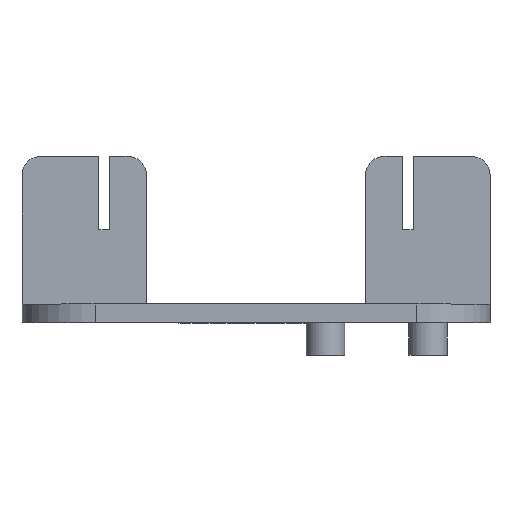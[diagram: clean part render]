
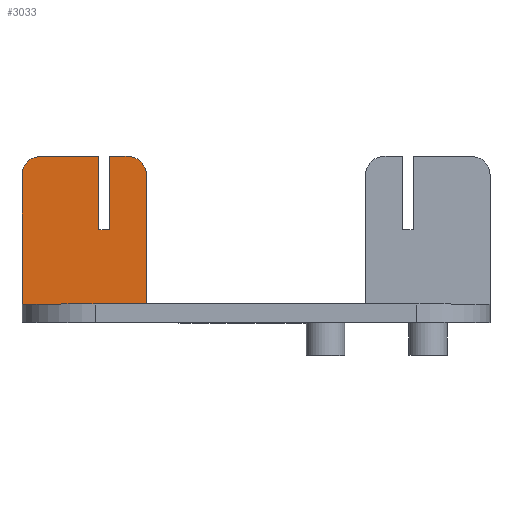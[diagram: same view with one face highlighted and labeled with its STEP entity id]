
A CAD part, top view. The second image highlights one B-rep face of the part: STEP entity #3033.
In plain terms, the highlighted planar face has unit normal (0, 0, 1).
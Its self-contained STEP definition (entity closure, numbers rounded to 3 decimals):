
#51=PLANE('',#3245);
#198=FACE_OUTER_BOUND('',#371,.T.);
#371=EDGE_LOOP('',(#2542,#2543,#2544,#2545,#2546,#2547,#2548,#2549,#2550,
#2551));
#484=CIRCLE('',#3243,2.5);
#485=CIRCLE('',#3246,2.5);
#790=LINE('',#7415,#987);
#833=LINE('',#11065,#1030);
#836=LINE('',#11073,#1033);
#838=LINE('',#11077,#1035);
#839=LINE('',#11081,#1036);
#840=LINE('',#11083,#1037);
#841=LINE('',#11085,#1038);
#842=LINE('',#11086,#1039);
#987=VECTOR('',#3615,10.);
#1030=VECTOR('',#3730,10.);
#1033=VECTOR('',#3739,10.);
#1035=VECTOR('',#3743,10.);
#1036=VECTOR('',#3746,10.);
#1037=VECTOR('',#3747,10.);
#1038=VECTOR('',#3748,10.);
#1039=VECTOR('',#3749,10.);
#1306=VERTEX_POINT('',#7413);
#1307=VERTEX_POINT('',#7414);
#1366=VERTEX_POINT('',#11064);
#1367=VERTEX_POINT('',#11068);
#1368=VERTEX_POINT('',#11072);
#1369=VERTEX_POINT('',#11076);
#1370=VERTEX_POINT('',#11078);
#1371=VERTEX_POINT('',#11080);
#1372=VERTEX_POINT('',#11082);
#1373=VERTEX_POINT('',#11084);
#1686=EDGE_CURVE('',#1306,#1307,#790,.T.);
#1785=EDGE_CURVE('',#1307,#1366,#833,.T.);
#1787=EDGE_CURVE('',#1366,#1367,#484,.T.);
#1789=EDGE_CURVE('',#1367,#1368,#836,.T.);
#1791=EDGE_CURVE('',#1306,#1369,#838,.T.);
#1792=EDGE_CURVE('',#1370,#1369,#485,.T.);
#1793=EDGE_CURVE('',#1371,#1370,#839,.T.);
#1794=EDGE_CURVE('',#1371,#1372,#840,.T.);
#1795=EDGE_CURVE('',#1372,#1373,#841,.T.);
#1796=EDGE_CURVE('',#1373,#1368,#842,.T.);
#2542=ORIENTED_EDGE('',*,*,#1787,.F.);
#2543=ORIENTED_EDGE('',*,*,#1785,.F.);
#2544=ORIENTED_EDGE('',*,*,#1686,.F.);
#2545=ORIENTED_EDGE('',*,*,#1791,.T.);
#2546=ORIENTED_EDGE('',*,*,#1792,.F.);
#2547=ORIENTED_EDGE('',*,*,#1793,.F.);
#2548=ORIENTED_EDGE('',*,*,#1794,.T.);
#2549=ORIENTED_EDGE('',*,*,#1795,.T.);
#2550=ORIENTED_EDGE('',*,*,#1796,.T.);
#2551=ORIENTED_EDGE('',*,*,#1789,.F.);
#3033=ADVANCED_FACE('',(#198),#51,.T.);
#3243=AXIS2_PLACEMENT_3D('',#11069,#3734,#3735);
#3245=AXIS2_PLACEMENT_3D('',#11075,#3741,#3742);
#3246=AXIS2_PLACEMENT_3D('',#11079,#3744,#3745);
#3615=DIRECTION('',(-1.,0.,0.));
#3730=DIRECTION('',(0.,1.,0.));
#3734=DIRECTION('center_axis',(0.,0.,-1.));
#3735=DIRECTION('ref_axis',(-0.707,0.707,0.));
#3739=DIRECTION('',(1.,0.,0.));
#3741=DIRECTION('center_axis',(0.,0.,1.));
#3742=DIRECTION('ref_axis',(1.,0.,0.));
#3743=DIRECTION('',(0.,1.,0.));
#3744=DIRECTION('center_axis',(0.,0.,-1.));
#3745=DIRECTION('ref_axis',(0.707,0.707,0.));
#3746=DIRECTION('',(1.,0.,0.));
#3747=DIRECTION('',(0.,-1.,0.));
#3748=DIRECTION('',(-1.,0.,0.));
#3749=DIRECTION('',(0.,1.,0.));
#7413=CARTESIAN_POINT('',(17.,2.5,2.5));
#7414=CARTESIAN_POINT('',(0.,2.5,2.5));
#7415=CARTESIAN_POINT('',(16.,2.5,2.5));
#11064=CARTESIAN_POINT('',(0.,20.25,2.5));
#11065=CARTESIAN_POINT('',(0.,2.5,2.5));
#11068=CARTESIAN_POINT('',(2.5,22.75,2.5));
#11069=CARTESIAN_POINT('Origin',(2.5,20.25,2.5));
#11072=CARTESIAN_POINT('',(10.5,22.75,2.5));
#11073=CARTESIAN_POINT('',(0.,22.75,2.5));
#11075=CARTESIAN_POINT('Origin',(0.,2.5,2.5));
#11076=CARTESIAN_POINT('',(17.,20.25,2.5));
#11077=CARTESIAN_POINT('',(17.,2.5,2.5));
#11078=CARTESIAN_POINT('',(14.5,22.75,2.5));
#11079=CARTESIAN_POINT('Origin',(14.5,20.25,2.5));
#11080=CARTESIAN_POINT('',(12.,22.75,2.5));
#11081=CARTESIAN_POINT('',(0.,22.75,2.5));
#11082=CARTESIAN_POINT('',(12.,12.75,2.5));
#11083=CARTESIAN_POINT('',(12.,12.625,2.5));
#11084=CARTESIAN_POINT('',(10.5,12.75,2.5));
#11085=CARTESIAN_POINT('',(6.,12.75,2.5));
#11086=CARTESIAN_POINT('',(10.5,7.625,2.5));
